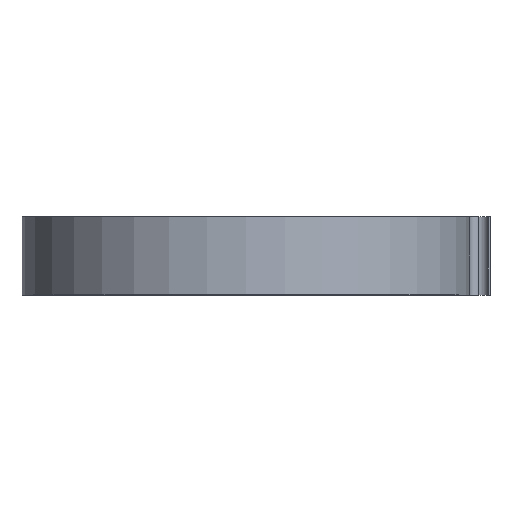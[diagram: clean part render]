
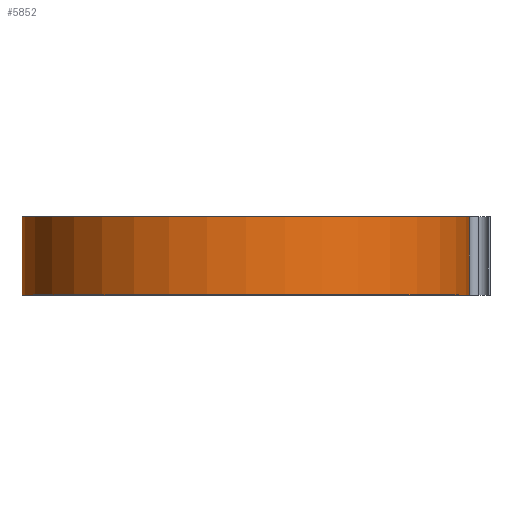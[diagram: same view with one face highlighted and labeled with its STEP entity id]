
A CAD part, top view. The second image highlights one B-rep face of the part: STEP entity #5852.
In plain terms, the highlighted cylindrical face has radius 71.499 mm (diameter 142.998 mm), a partial arc.
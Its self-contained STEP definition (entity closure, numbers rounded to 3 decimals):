
#122 = CYLINDRICAL_SURFACE ( 'NONE', #3768, 71.499 ) ;
#969 = EDGE_CURVE ( 'NONE', #1199, #2127, #3711, .T. ) ;
#1031 = FACE_OUTER_BOUND ( 'NONE', #3355, .T. ) ;
#1103 = ORIENTED_EDGE ( 'NONE', *, *, #4463, .F. ) ;
#1109 = DIRECTION ( 'NONE',  ( 1., 0., 0. ) ) ;
#1199 = VERTEX_POINT ( 'NONE', #2274 ) ;
#1486 = ORIENTED_EDGE ( 'NONE', *, *, #969, .F. ) ;
#1608 = CARTESIAN_POINT ( 'NONE',  ( 0., 25., 0. ) ) ;
#1687 = EDGE_CURVE ( 'NONE', #3809, #2127, #5296, .T. ) ;
#1731 = CARTESIAN_POINT ( 'NONE',  ( -71.499, 0., 0. ) ) ;
#2018 = DIRECTION ( 'NONE',  ( 0., 1., 0. ) ) ;
#2127 = VERTEX_POINT ( 'NONE', #5308 ) ;
#2267 = CARTESIAN_POINT ( 'NONE',  ( 0., 0., 0. ) ) ;
#2274 = CARTESIAN_POINT ( 'NONE',  ( 71.499, 25., 0. ) ) ;
#2355 = AXIS2_PLACEMENT_3D ( 'NONE', #2267, #4350, #1109 ) ;
#2596 = DIRECTION ( 'NONE',  ( 0., -1., 0. ) ) ;
#2620 = DIRECTION ( 'NONE',  ( 0., -1., 0. ) ) ;
#2728 = DIRECTION ( 'NONE',  ( 0., 0., -1. ) ) ;
#3176 = DIRECTION ( 'NONE',  ( 1., 0., 0. ) ) ;
#3355 = EDGE_LOOP ( 'NONE', ( #4442, #1486, #1103, #3616 ) ) ;
#3616 = ORIENTED_EDGE ( 'NONE', *, *, #4913, .T. ) ;
#3711 = LINE ( 'NONE', #6247, #5931 ) ;
#3768 = AXIS2_PLACEMENT_3D ( 'NONE', #1608, #2596, #2728 ) ;
#3809 = VERTEX_POINT ( 'NONE', #1731 ) ;
#3962 = VECTOR ( 'NONE', #2620, 1000. ) ;
#4128 = CARTESIAN_POINT ( 'NONE',  ( -71.499, 25., 0. ) ) ;
#4166 = CARTESIAN_POINT ( 'NONE',  ( 0., 25., 0. ) ) ;
#4350 = DIRECTION ( 'NONE',  ( 0., 1., 0. ) ) ;
#4442 = ORIENTED_EDGE ( 'NONE', *, *, #1687, .T. ) ;
#4463 = EDGE_CURVE ( 'NONE', #5527, #1199, #6177, .T. ) ;
#4637 = LINE ( 'NONE', #4128, #3962 ) ;
#4674 = AXIS2_PLACEMENT_3D ( 'NONE', #4166, #2018, #3176 ) ;
#4913 = EDGE_CURVE ( 'NONE', #5527, #3809, #4637, .T. ) ;
#5296 = CIRCLE ( 'NONE', #2355, 71.499 ) ;
#5308 = CARTESIAN_POINT ( 'NONE',  ( 71.499, 0., 0. ) ) ;
#5527 = VERTEX_POINT ( 'NONE', #6280 ) ;
#5852 = ADVANCED_FACE ( 'NONE', ( #1031 ), #122, .T. ) ;
#5931 = VECTOR ( 'NONE', #6680, 1000. ) ;
#6177 = CIRCLE ( 'NONE', #4674, 71.499 ) ;
#6247 = CARTESIAN_POINT ( 'NONE',  ( 71.499, 25., 0. ) ) ;
#6280 = CARTESIAN_POINT ( 'NONE',  ( -71.499, 25., 0. ) ) ;
#6680 = DIRECTION ( 'NONE',  ( 0., -1., 0. ) ) ;
